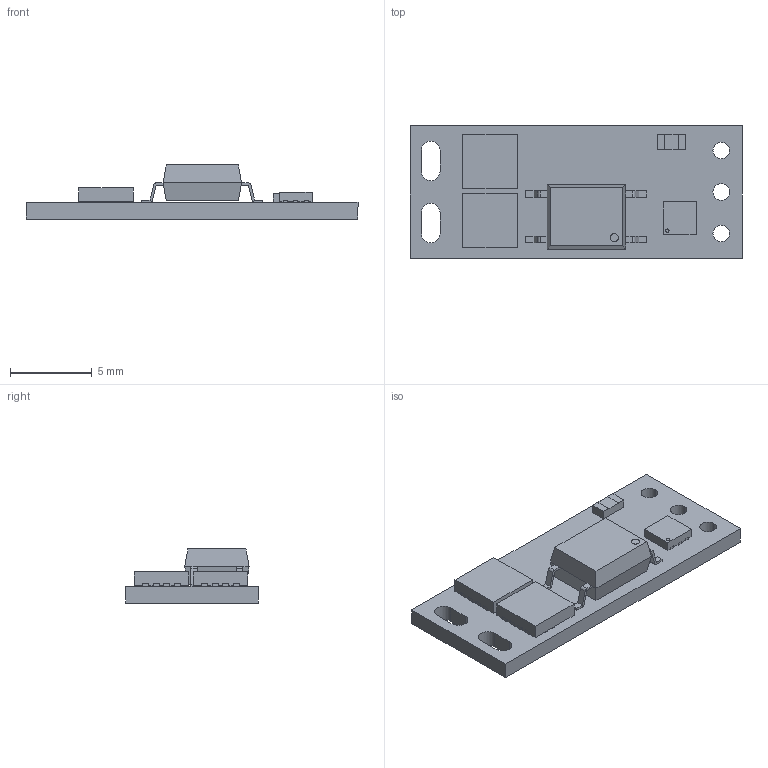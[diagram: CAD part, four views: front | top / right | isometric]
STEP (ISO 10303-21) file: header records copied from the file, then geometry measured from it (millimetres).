
FILE_DESCRIPTION (( 'STEP AP214' ), '1' );
FILE_NAME ('pololu-isolated-solid-state-relay-switch-spst.step', '2025-04-21T23:28:21', ( '' ), ( '' ), 'SwSTEP 2.0', 'SolidWorks 2025', '' );
FILE_SCHEMA (( 'AUTOMOTIVE_DESIGN' ));
Length unit declared in the file: millimetre
Products named in the file (1): pololu-isolated-solid-state-relay-switch-spst
Bounding box: 20.32 x 8.13 x 3.32 mm (x, y, z)
Volume: 221.8 mm3; surface area: 532.4 mm2
Topology: 1 solids, 1 shells, 679 faces, 1888 edges, 1244 vertices
Faces by surface type: plane 470, bspline 181, cylinder 28
Entity records: 35670 total; most frequent: CARTESIAN_POINT 11929, ORIENTED_EDGE 3776, DIRECTION 2580, EDGE_CURVE 1888, LINE 1470, VECTOR 1470, VERTEX_POINT 1244, EDGE_LOOP 754
